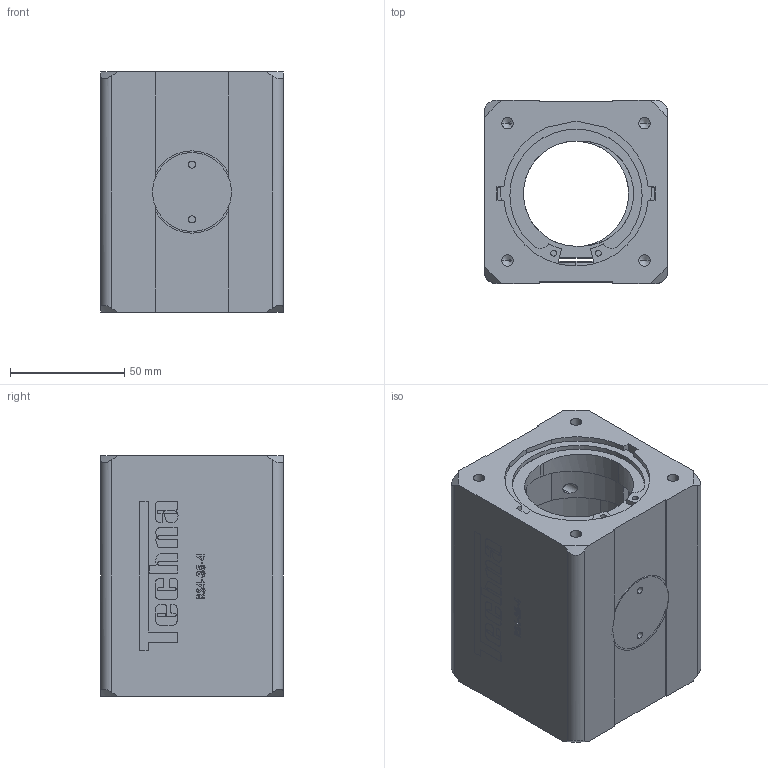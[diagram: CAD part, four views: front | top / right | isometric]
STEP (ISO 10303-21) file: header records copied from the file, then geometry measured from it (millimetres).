
FILE_DESCRIPTION (( 'STEP AP214' ), '1' );
FILE_NAME ('RS4-35-4.STEP', '2020-06-15T13:00:01', ( '' ), ( '' ), 'SwSTEP 2.0', 'SolidWorks 2020', '' );
FILE_SCHEMA (( 'AUTOMOTIVE_DESIGN' ));
Length unit declared in the file: millimetre
Products named in the file (1): RS4-35-4
Bounding box: 80 x 80 x 105 mm (x, y, z)
Volume: 339827.7 mm3; surface area: 85109.8 mm2
Topology: 7 solids, 7 shells, 736 faces, 2012 edges, 1326 vertices
Faces by surface type: plane 372, cylinder 238, bspline 100, cone 26
Entity records: 35321 total; most frequent: CARTESIAN_POINT 10037, ORIENTED_EDGE 3992, DIRECTION 3478, EDGE_CURVE 1996, VERTEX_POINT 1326, VECTOR 1284, LINE 1284, AXIS2_PLACEMENT_3D 1097
